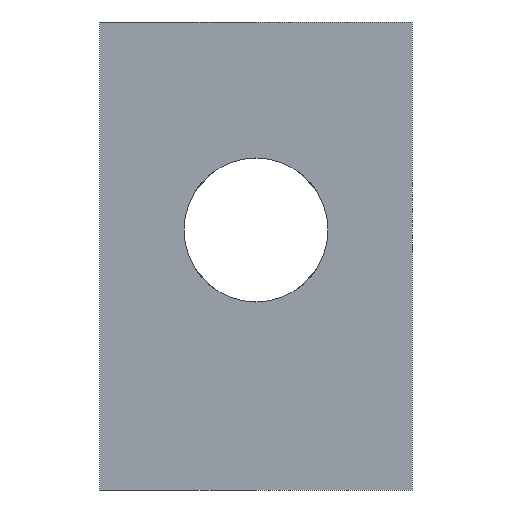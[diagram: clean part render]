
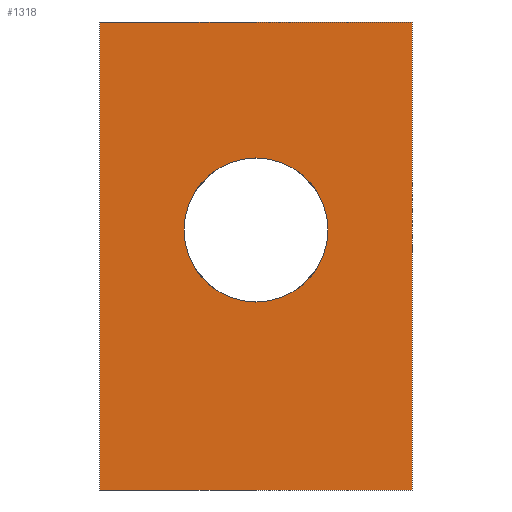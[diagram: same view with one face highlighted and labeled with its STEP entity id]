
A CAD part, left-side view. The second image highlights one B-rep face of the part: STEP entity #1318.
In plain terms, the highlighted planar face has unit normal (-1, 0, 0).
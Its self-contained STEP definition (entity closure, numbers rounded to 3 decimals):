
#868=VERTEX_POINT('',#2549);
#890=EDGE_CURVE('',#1976,#1600,#2572,.T.);
#1318=ADVANCED_FACE('',(#3045,#3046),#3047,.T.);
#1448=EDGE_CURVE('',#1600,#2156,#3194,.T.);
#1464=VERTEX_POINT('',#3213);
#1518=EDGE_CURVE('',#1578,#868,#3268,.T.);
#1520=VERTEX_POINT('',#3270);
#1578=VERTEX_POINT('',#3335);
#1600=VERTEX_POINT('',#3358);
#1720=EDGE_CURVE('',#868,#1464,#3494,.T.);
#1942=EDGE_CURVE('',#1464,#1520,#3737,.T.);
#1976=VERTEX_POINT('',#3774);
#2156=VERTEX_POINT('',#3977);
#2234=EDGE_CURVE('',#1578,#1520,#4062,.T.);
#2452=EDGE_CURVE('',#2156,#1976,#4299,.T.);
#2549=CARTESIAN_POINT('',(-35.0,15.0,-5.0));
#2572=CIRCLE('',#4453,6.92);
#3045=FACE_OUTER_BOUND('',#5174,.T.);
#3046=FACE_BOUND('',#5175,.T.);
#3047=PLANE('',#5176);
#3194=CIRCLE('',#5384,6.92);
#3213=CARTESIAN_POINT('',(-35.0,-15.0,-5.0));
#3268=LINE('',#5478,#5479);
#3270=CARTESIAN_POINT('',(-35.0,-15.0,40.0));
#3335=CARTESIAN_POINT('',(-35.0,15.0,40.0));
#3358=CARTESIAN_POINT('',(-35.0,6.92,20.0));
#3494=LINE('',#5789,#5790);
#3737=LINE('',#6146,#6147);
#3774=CARTESIAN_POINT('',(-35.,0.,13.08));
#3977=CARTESIAN_POINT('',(-35.0,-6.92,20.0));
#4062=LINE('',#6789,#6790);
#4299=CIRCLE('',#7228,6.92);
#4453=AXIS2_PLACEMENT_3D('',#7415,#7416,#7417);
#5174=EDGE_LOOP('',(#8038,#8039,#8040,#8041));
#5175=EDGE_LOOP('',(#8042,#8043,#8044));
#5176=AXIS2_PLACEMENT_3D('',#8045,#8046,#8047);
#5384=AXIS2_PLACEMENT_3D('',#8261,#8262,#8263);
#5478=CARTESIAN_POINT('',(-35.0,15.0,40.0));
#5479=VECTOR('',#8333,1.0);
#5789=CARTESIAN_POINT('',(-35.0,0.,-5.0));
#5790=VECTOR('',#8656,1.0);
#6146=CARTESIAN_POINT('',(-35.0,-15.0,40.0));
#6147=VECTOR('',#8957,1.0);
#6789=CARTESIAN_POINT('',(-35.0,0.,40.0));
#6790=VECTOR('',#9380,1.0);
#7228=AXIS2_PLACEMENT_3D('',#9667,#9668,#9669);
#7415=CARTESIAN_POINT('',(-35.0,0.0,20.0));
#7416=DIRECTION('',(1.0,0.0,0.0));
#7417=DIRECTION('',(0.0,1.0,0.0));
#8038=ORIENTED_EDGE('',*,*,#1720,.T.);
#8039=ORIENTED_EDGE('',*,*,#1942,.T.);
#8040=ORIENTED_EDGE('',*,*,#2234,.F.);
#8041=ORIENTED_EDGE('',*,*,#1518,.T.);
#8042=ORIENTED_EDGE('',*,*,#890,.T.);
#8043=ORIENTED_EDGE('',*,*,#1448,.T.);
#8044=ORIENTED_EDGE('',*,*,#2452,.T.);
#8045=CARTESIAN_POINT('',(-35.0,0.,-5.0));
#8046=DIRECTION('',(-1.0,0.0,0.0));
#8047=DIRECTION('',(0.0,-1.0,0.));
#8261=CARTESIAN_POINT('',(-35.0,0.0,20.0));
#8262=DIRECTION('',(1.0,0.0,0.0));
#8263=DIRECTION('',(0.0,1.0,0.0));
#8333=DIRECTION('',(0.0,0.,-1.0));
#8656=DIRECTION('',(0.0,-1.0,0.));
#8957=DIRECTION('',(0.0,0.,1.0));
#9380=DIRECTION('',(0.0,-1.0,0.));
#9667=CARTESIAN_POINT('',(-35.0,0.0,20.0));
#9668=DIRECTION('',(1.0,0.0,0.0));
#9669=DIRECTION('',(0.0,1.0,0.0));
